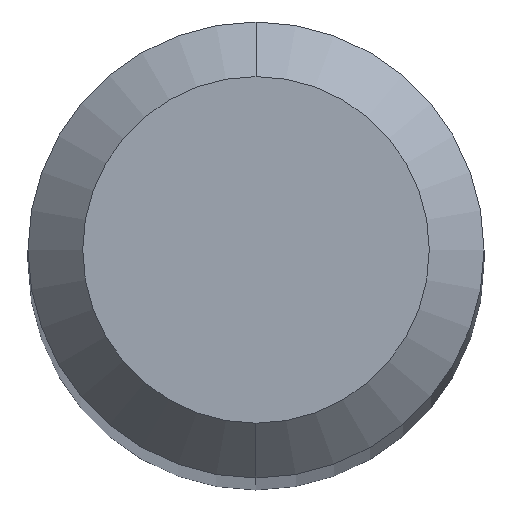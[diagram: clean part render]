
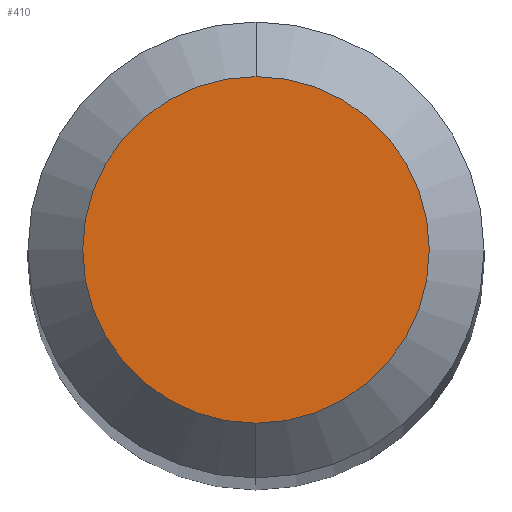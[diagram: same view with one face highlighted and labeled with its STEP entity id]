
A CAD part, top view. The second image highlights one B-rep face of the part: STEP entity #410.
In plain terms, the highlighted planar face has unit normal (0, 0, 1).
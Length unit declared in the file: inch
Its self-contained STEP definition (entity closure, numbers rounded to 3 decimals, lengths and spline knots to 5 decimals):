
#9 = DIRECTION ( 'NONE',  ( 0., -1., 0. ) ) ;
#67 = VERTEX_POINT ( 'NONE', #343 ) ;
#68 = DIRECTION ( 'NONE',  ( 0., 0., 1. ) ) ;
#106 = AXIS2_PLACEMENT_3D ( 'NONE', #192, #68, #345 ) ;
#107 = FACE_OUTER_BOUND ( 'NONE', #284, .T. ) ;
#137 = PLANE ( 'NONE',  #161 ) ;
#140 = AXIS2_PLACEMENT_3D ( 'NONE', #306, #317, #9 ) ;
#161 = AXIS2_PLACEMENT_3D ( 'NONE', #259, #340, #265 ) ;
#167 = VERTEX_POINT ( 'NONE', #246 ) ;
#189 = ORIENTED_EDGE ( 'NONE', *, *, #408, .T. ) ;
#192 = CARTESIAN_POINT ( 'NONE',  ( 0., 0., 0. ) ) ;
#246 = CARTESIAN_POINT ( 'NONE',  ( 0., -0.0475, 0. ) ) ;
#259 = CARTESIAN_POINT ( 'NONE',  ( 0., 0.0475, 0. ) ) ;
#265 = DIRECTION ( 'NONE',  ( 0., 1., 0. ) ) ;
#278 = CIRCLE ( 'NONE', #140, 0.0475 ) ;
#284 = EDGE_LOOP ( 'NONE', ( #324, #189 ) ) ;
#306 = CARTESIAN_POINT ( 'NONE',  ( 0., 0., 0. ) ) ;
#317 = DIRECTION ( 'NONE',  ( 0., 0., 1. ) ) ;
#324 = ORIENTED_EDGE ( 'NONE', *, *, #480, .T. ) ;
#340 = DIRECTION ( 'NONE',  ( 0., 0., -1. ) ) ;
#343 = CARTESIAN_POINT ( 'NONE',  ( 0., 0.0475, 0. ) ) ;
#345 = DIRECTION ( 'NONE',  ( 0., -1., 0. ) ) ;
#370 = CIRCLE ( 'NONE', #106, 0.0475 ) ;
#408 = EDGE_CURVE ( 'NONE', #167, #67, #370, .T. ) ;
#410 = ADVANCED_FACE ( 'NONE', ( #107 ), #137, .F. ) ;
#480 = EDGE_CURVE ( 'NONE', #67, #167, #278, .T. ) ;
